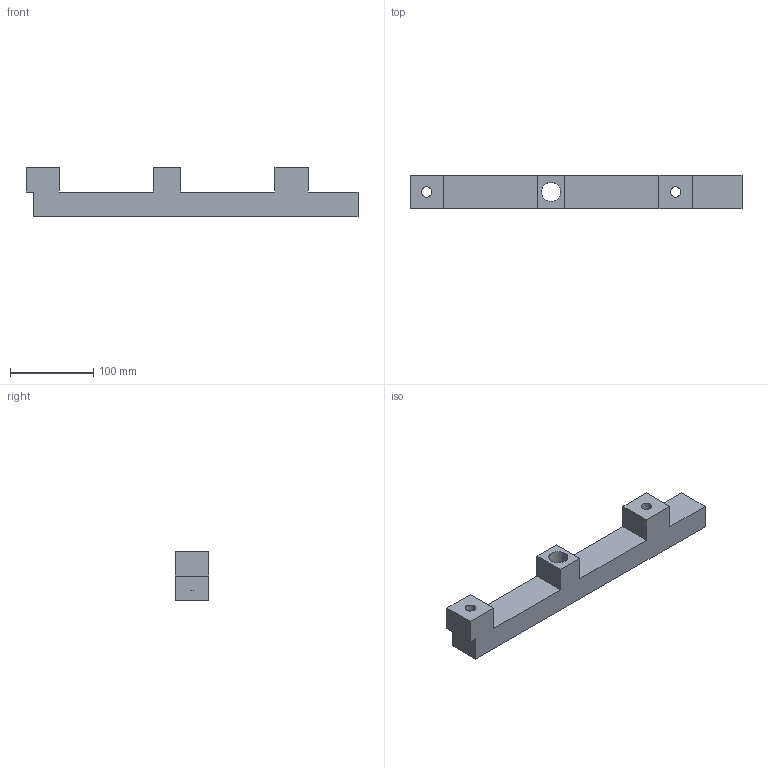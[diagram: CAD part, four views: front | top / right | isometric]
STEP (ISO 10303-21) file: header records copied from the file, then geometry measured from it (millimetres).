
FILE_DESCRIPTION(('FreeCAD Model'),'2;1');
FILE_NAME('Open CASCADE Shape Model','2024-10-17T17:12:06',(''),(''), 'Open CASCADE STEP processor 7.7','FreeCAD','Unknown');
FILE_SCHEMA(('AUTOMOTIVE_DESIGN { 1 0 10303 214 1 1 1 1 }'));
Length unit declared in the file: millimetre
Products named in the file (1): Pocket002
Bounding box: 400 x 40 x 60 mm (x, y, z)
Volume: 560167.8 mm3; surface area: 80178.6 mm2
Topology: 1 solids, 1 shells, 25 faces, 63 edges, 42 vertices
Faces by surface type: plane 20, cylinder 5
Full cylindrical faces by diameter (mm): 12.5 x2, 20 x2, 23 x1
Entity records: 781 total; most frequent: CARTESIAN_POINT 131, ORIENTED_EDGE 126, DIRECTION 125, EDGE_CURVE 63, LINE 53, VECTOR 53, VERTEX_POINT 42, AXIS2_PLACEMENT_3D 36
